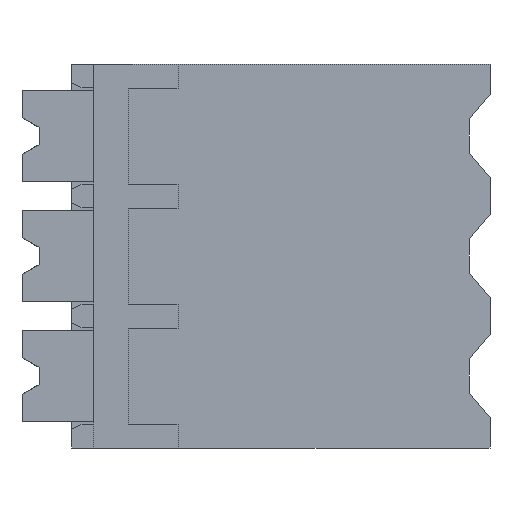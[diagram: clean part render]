
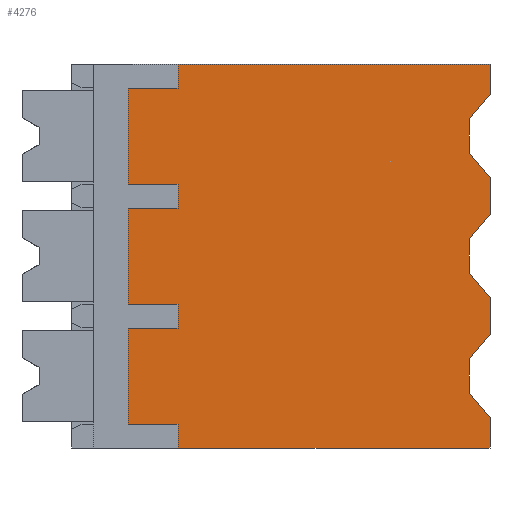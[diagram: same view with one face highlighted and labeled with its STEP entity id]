
A CAD part, left-side view. The second image highlights one B-rep face of the part: STEP entity #4276.
In plain terms, the highlighted planar face has unit normal (-1, 0, 0).
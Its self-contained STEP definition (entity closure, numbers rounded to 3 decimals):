
#50=DIRECTION('',(0.,-1.,0.));
#51=VECTOR('',#50,9.1);
#52=CARTESIAN_POINT('',(0.,9.1,-9.1));
#53=LINE('',#52,#51);
#386=DIRECTION('',(0.,0.643,0.766));
#387=VECTOR('',#386,0.933);
#388=CARTESIAN_POINT('',(0.,0.,-8.215));
#389=LINE('',#388,#387);
#390=DIRECTION('',(0.,0.,1.));
#391=VECTOR('',#390,0.7);
#392=CARTESIAN_POINT('',(0.,9.1,-9.1));
#393=LINE('',#392,#391);
#394=DIRECTION('',(0.,-1.,0.));
#395=VECTOR('',#394,1.45);
#396=CARTESIAN_POINT('',(0.,10.55,-8.4));
#397=LINE('',#396,#395);
#398=DIRECTION('',(0.,0.,-1.));
#399=VECTOR('',#398,2.8);
#400=CARTESIAN_POINT('',(0.,10.55,-5.6));
#401=LINE('',#400,#399);
#402=DIRECTION('',(0.,1.,0.));
#403=VECTOR('',#402,1.45);
#404=CARTESIAN_POINT('',(0.,9.1,-5.6));
#405=LINE('',#404,#403);
#406=DIRECTION('',(0.,0.,1.));
#407=VECTOR('',#406,0.7);
#408=CARTESIAN_POINT('',(0.,9.1,-5.6));
#409=LINE('',#408,#407);
#410=DIRECTION('',(0.,-1.,0.));
#411=VECTOR('',#410,1.45);
#412=CARTESIAN_POINT('',(0.,10.55,-4.9));
#413=LINE('',#412,#411);
#414=DIRECTION('',(0.,0.,-1.));
#415=VECTOR('',#414,2.8);
#416=CARTESIAN_POINT('',(0.,10.55,-2.1));
#417=LINE('',#416,#415);
#418=DIRECTION('',(0.,1.,0.));
#419=VECTOR('',#418,1.45);
#420=CARTESIAN_POINT('',(0.,9.1,-2.1));
#421=LINE('',#420,#419);
#422=DIRECTION('',(0.,0.,1.));
#423=VECTOR('',#422,0.7);
#424=CARTESIAN_POINT('',(0.,9.1,-2.1));
#425=LINE('',#424,#423);
#426=DIRECTION('',(0.,-1.,0.));
#427=VECTOR('',#426,1.45);
#428=CARTESIAN_POINT('',(0.,10.55,-1.4));
#429=LINE('',#428,#427);
#430=DIRECTION('',(0.,0.,-1.));
#431=VECTOR('',#430,2.8);
#432=CARTESIAN_POINT('',(0.,10.55,1.4));
#433=LINE('',#432,#431);
#434=DIRECTION('',(0.,1.,0.));
#435=VECTOR('',#434,1.45);
#436=CARTESIAN_POINT('',(0.,9.1,1.4));
#437=LINE('',#436,#435);
#438=DIRECTION('',(0.,0.,1.));
#439=VECTOR('',#438,0.7);
#440=CARTESIAN_POINT('',(0.,9.1,1.4));
#441=LINE('',#440,#439);
#442=DIRECTION('',(0.,-0.643,0.766));
#443=VECTOR('',#442,0.933);
#444=CARTESIAN_POINT('',(0.,0.6,0.5));
#445=LINE('',#444,#443);
#446=DIRECTION('',(0.,0.,1.));
#447=VECTOR('',#446,1.);
#448=CARTESIAN_POINT('',(0.,0.6,-0.5));
#449=LINE('',#448,#447);
#450=DIRECTION('',(0.,0.643,0.766));
#451=VECTOR('',#450,0.933);
#452=CARTESIAN_POINT('',(0.,0.,-1.215));
#453=LINE('',#452,#451);
#454=DIRECTION('',(0.,-0.643,0.766));
#455=VECTOR('',#454,0.933);
#456=CARTESIAN_POINT('',(0.,0.6,-3.));
#457=LINE('',#456,#455);
#458=DIRECTION('',(0.,0.,1.));
#459=VECTOR('',#458,1.);
#460=CARTESIAN_POINT('',(0.,0.6,-4.));
#461=LINE('',#460,#459);
#462=DIRECTION('',(0.,0.643,0.766));
#463=VECTOR('',#462,0.933);
#464=CARTESIAN_POINT('',(0.,0.,-4.715));
#465=LINE('',#464,#463);
#466=DIRECTION('',(0.,-0.643,0.766));
#467=VECTOR('',#466,0.933);
#468=CARTESIAN_POINT('',(0.,0.6,-6.5));
#469=LINE('',#468,#467);
#470=DIRECTION('',(0.,0.,1.));
#471=VECTOR('',#470,1.);
#472=CARTESIAN_POINT('',(0.,0.6,-7.5));
#473=LINE('',#472,#471);
#478=DIRECTION('',(0.,0.,1.));
#479=VECTOR('',#478,0.885);
#480=CARTESIAN_POINT('',(0.,0.,1.215));
#481=LINE('',#480,#479);
#490=DIRECTION('',(0.,0.,1.));
#491=VECTOR('',#490,1.07);
#492=CARTESIAN_POINT('',(0.,0.,-2.285));
#493=LINE('',#492,#491);
#514=DIRECTION('',(0.,0.,1.));
#515=VECTOR('',#514,0.885);
#516=CARTESIAN_POINT('',(0.,0.,-9.1));
#517=LINE('',#516,#515);
#522=DIRECTION('',(0.,0.,1.));
#523=VECTOR('',#522,1.07);
#524=CARTESIAN_POINT('',(0.,0.,-5.785));
#525=LINE('',#524,#523);
#566=DIRECTION('',(0.,-1.,0.));
#567=VECTOR('',#566,9.1);
#568=CARTESIAN_POINT('',(0.,9.1,2.1));
#569=LINE('',#568,#567);
#2967=CARTESIAN_POINT('',(0.,9.1,-9.1));
#2968=VERTEX_POINT('',#2967);
#2969=CARTESIAN_POINT('',(0.,0.,-9.1));
#2970=VERTEX_POINT('',#2969);
#2995=CARTESIAN_POINT('',(0.,9.1,2.1));
#2996=VERTEX_POINT('',#2995);
#2997=CARTESIAN_POINT('',(0.,0.,2.1));
#2998=VERTEX_POINT('',#2997);
#3413=CARTESIAN_POINT('',(0.,10.55,1.4));
#3414=CARTESIAN_POINT('',(0.,10.55,-1.4));
#3415=VERTEX_POINT('',#3413);
#3416=VERTEX_POINT('',#3414);
#3425=CARTESIAN_POINT('',(0.,9.1,-1.4));
#3426=VERTEX_POINT('',#3425);
#3427=CARTESIAN_POINT('',(0.,9.1,1.4));
#3428=VERTEX_POINT('',#3427);
#3429=CARTESIAN_POINT('',(0.,10.55,-2.1));
#3430=CARTESIAN_POINT('',(0.,10.55,-4.9));
#3431=VERTEX_POINT('',#3429);
#3432=VERTEX_POINT('',#3430);
#3441=CARTESIAN_POINT('',(0.,9.1,-4.9));
#3442=VERTEX_POINT('',#3441);
#3443=CARTESIAN_POINT('',(0.,9.1,-2.1));
#3444=VERTEX_POINT('',#3443);
#3445=CARTESIAN_POINT('',(0.,10.55,-5.6));
#3446=CARTESIAN_POINT('',(0.,10.55,-8.4));
#3447=VERTEX_POINT('',#3445);
#3448=VERTEX_POINT('',#3446);
#3457=CARTESIAN_POINT('',(0.,9.1,-8.4));
#3458=VERTEX_POINT('',#3457);
#3459=CARTESIAN_POINT('',(0.,9.1,-5.6));
#3460=VERTEX_POINT('',#3459);
#3581=CARTESIAN_POINT('',(0.,0.,-1.215));
#3582=CARTESIAN_POINT('',(0.,0.6,-0.5));
#3583=VERTEX_POINT('',#3581);
#3584=VERTEX_POINT('',#3582);
#3585=CARTESIAN_POINT('',(0.,0.6,0.5));
#3586=VERTEX_POINT('',#3585);
#3587=CARTESIAN_POINT('',(0.,0.,1.215));
#3588=VERTEX_POINT('',#3587);
#3597=CARTESIAN_POINT('',(0.,0.,-4.715));
#3598=CARTESIAN_POINT('',(0.,0.6,-4.));
#3599=VERTEX_POINT('',#3597);
#3600=VERTEX_POINT('',#3598);
#3601=CARTESIAN_POINT('',(0.,0.6,-3.));
#3602=VERTEX_POINT('',#3601);
#3603=CARTESIAN_POINT('',(0.,0.,-2.285));
#3604=VERTEX_POINT('',#3603);
#3613=CARTESIAN_POINT('',(0.,0.,-8.215));
#3614=CARTESIAN_POINT('',(0.,0.6,-7.5));
#3615=VERTEX_POINT('',#3613);
#3616=VERTEX_POINT('',#3614);
#3617=CARTESIAN_POINT('',(0.,0.6,-6.5));
#3618=VERTEX_POINT('',#3617);
#3619=CARTESIAN_POINT('',(0.,0.,-5.785));
#3620=VERTEX_POINT('',#3619);
#4215=CARTESIAN_POINT('',(0.,9.1,-9.1));
#4216=DIRECTION('',(-1.,0.,0.));
#4217=DIRECTION('',(0.,-1.,0.));
#4218=AXIS2_PLACEMENT_3D('',#4215,#4216,#4217);
#4219=PLANE('',#4218);
#4220=ORIENTED_EDGE('',*,*,#4205,.F.);
#4222=ORIENTED_EDGE('',*,*,#4221,.F.);
#4223=ORIENTED_EDGE('',*,*,#3892,.F.);
#4225=ORIENTED_EDGE('',*,*,#4224,.T.);
#4227=ORIENTED_EDGE('',*,*,#4226,.F.);
#4229=ORIENTED_EDGE('',*,*,#4228,.F.);
#4231=ORIENTED_EDGE('',*,*,#4230,.F.);
#4233=ORIENTED_EDGE('',*,*,#4232,.T.);
#4235=ORIENTED_EDGE('',*,*,#4234,.F.);
#4237=ORIENTED_EDGE('',*,*,#4236,.F.);
#4239=ORIENTED_EDGE('',*,*,#4238,.F.);
#4241=ORIENTED_EDGE('',*,*,#4240,.T.);
#4243=ORIENTED_EDGE('',*,*,#4242,.F.);
#4245=ORIENTED_EDGE('',*,*,#4244,.F.);
#4247=ORIENTED_EDGE('',*,*,#4246,.F.);
#4249=ORIENTED_EDGE('',*,*,#4248,.T.);
#4251=ORIENTED_EDGE('',*,*,#4250,.T.);
#4253=ORIENTED_EDGE('',*,*,#4252,.F.);
#4255=ORIENTED_EDGE('',*,*,#4254,.F.);
#4257=ORIENTED_EDGE('',*,*,#4256,.F.);
#4259=ORIENTED_EDGE('',*,*,#4258,.F.);
#4261=ORIENTED_EDGE('',*,*,#4260,.F.);
#4263=ORIENTED_EDGE('',*,*,#4262,.F.);
#4265=ORIENTED_EDGE('',*,*,#4264,.F.);
#4267=ORIENTED_EDGE('',*,*,#4266,.F.);
#4269=ORIENTED_EDGE('',*,*,#4268,.F.);
#4271=ORIENTED_EDGE('',*,*,#4270,.F.);
#4273=ORIENTED_EDGE('',*,*,#4272,.F.);
#4274=EDGE_LOOP('',(#4220,#4222,#4223,#4225,#4227,#4229,#4231,#4233,#4235,#4237,
#4239,#4241,#4243,#4245,#4247,#4249,#4251,#4253,#4255,#4257,#4259,#4261,#4263,
#4265,#4267,#4269,#4271,#4273));
#4275=FACE_OUTER_BOUND('',#4274,.F.);
#3892=EDGE_CURVE('',#2968,#2970,#53,.T.);
#4205=EDGE_CURVE('',#3615,#3616,#389,.T.);
#4221=EDGE_CURVE('',#2970,#3615,#517,.T.);
#4224=EDGE_CURVE('',#2968,#3458,#393,.T.);
#4226=EDGE_CURVE('',#3448,#3458,#397,.T.);
#4228=EDGE_CURVE('',#3447,#3448,#401,.T.);
#4230=EDGE_CURVE('',#3460,#3447,#405,.T.);
#4232=EDGE_CURVE('',#3460,#3442,#409,.T.);
#4234=EDGE_CURVE('',#3432,#3442,#413,.T.);
#4236=EDGE_CURVE('',#3431,#3432,#417,.T.);
#4238=EDGE_CURVE('',#3444,#3431,#421,.T.);
#4240=EDGE_CURVE('',#3444,#3426,#425,.T.);
#4242=EDGE_CURVE('',#3416,#3426,#429,.T.);
#4244=EDGE_CURVE('',#3415,#3416,#433,.T.);
#4246=EDGE_CURVE('',#3428,#3415,#437,.T.);
#4248=EDGE_CURVE('',#3428,#2996,#441,.T.);
#4250=EDGE_CURVE('',#2996,#2998,#569,.T.);
#4252=EDGE_CURVE('',#3588,#2998,#481,.T.);
#4254=EDGE_CURVE('',#3586,#3588,#445,.T.);
#4256=EDGE_CURVE('',#3584,#3586,#449,.T.);
#4258=EDGE_CURVE('',#3583,#3584,#453,.T.);
#4260=EDGE_CURVE('',#3604,#3583,#493,.T.);
#4262=EDGE_CURVE('',#3602,#3604,#457,.T.);
#4264=EDGE_CURVE('',#3600,#3602,#461,.T.);
#4266=EDGE_CURVE('',#3599,#3600,#465,.T.);
#4268=EDGE_CURVE('',#3620,#3599,#525,.T.);
#4270=EDGE_CURVE('',#3618,#3620,#469,.T.);
#4272=EDGE_CURVE('',#3616,#3618,#473,.T.);
#4276=ADVANCED_FACE('',(#4275),#4219,.T.);
